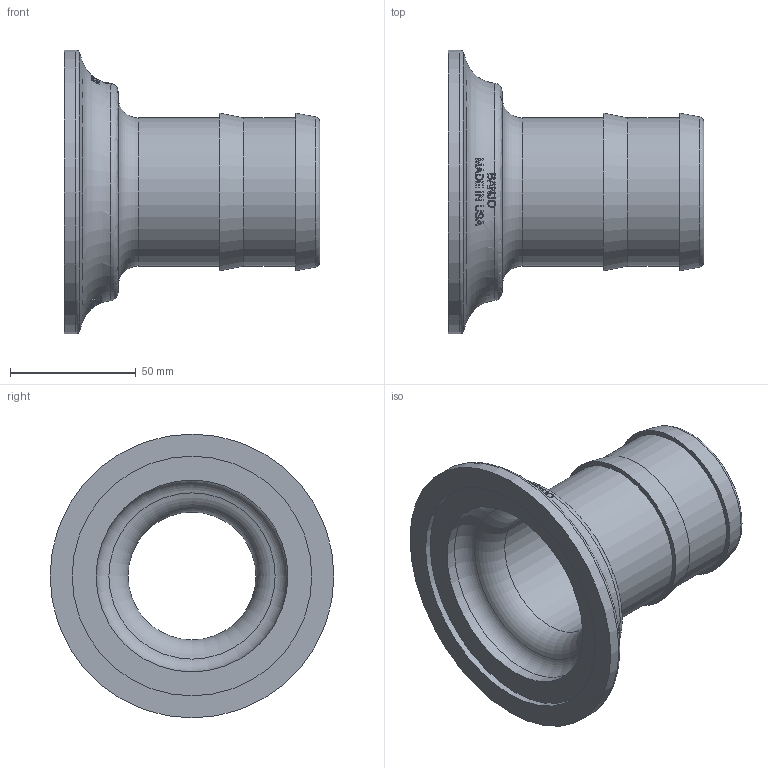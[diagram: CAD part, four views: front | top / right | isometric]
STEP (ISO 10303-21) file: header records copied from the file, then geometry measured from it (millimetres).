
FILE_DESCRIPTION(/* description */ ('3" MANIFOLD X 2 1/2" HOSE BARB'),/* implementation_level */ '2;1');
FILE_NAME(/* name */ 'M300250BRB.stp',/* time_stamp */ '2014-10-31T13:34:11-04:00',/* author */ ('areid'),/* organization */ (''),/* preprocessor_version */ 'ST-DEVELOPER v15.2',/* originating_system */ 'Autodesk Inventor 2014',/* authorisation */ '');
FILE_SCHEMA (('AUTOMOTIVE_DESIGN { 1 0 10303 214 3 1 1 }'));
Length unit declared in the file: inch
Products named in the file (1): M300250BRB
Bounding box: 101.6 x 112.78 x 112.78 mm (x, y, z)
Volume: 139743.4 mm3; surface area: 51764 mm2
Topology: 1 solids, 1 shells, 420 faces, 1140 edges, 758 vertices
Faces by surface type: plane 184, bspline 181, torus 46, cylinder 6, cone 3
Full cylindrical faces by diameter (mm): 50.8 x1, 58.928 x2, 76.2 x1, 95.25 x1, 112.776 x1
Entity records: 16793 total; most frequent: CARTESIAN_POINT 7755, ORIENTED_EDGE 2242, DIRECTION 1188, EDGE_CURVE 1121, VERTEX_POINT 754, B_SPLINE_CURVE_WITH_KNOTS 592, EDGE_LOOP 473, ADVANCED_FACE 420
